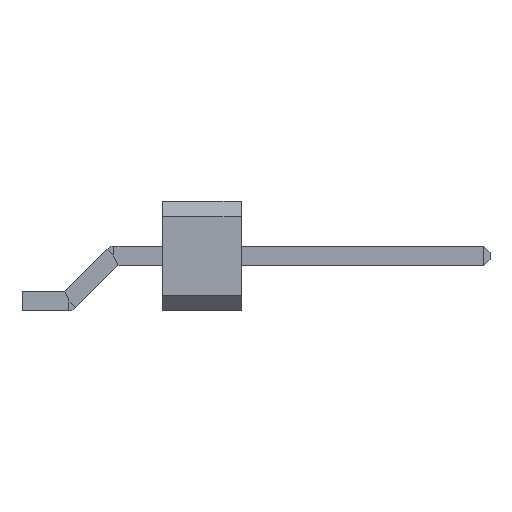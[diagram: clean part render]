
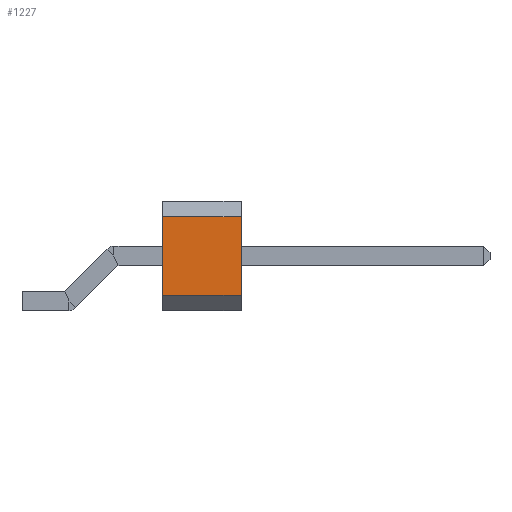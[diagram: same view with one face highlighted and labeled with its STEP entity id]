
A CAD part, front view. The second image highlights one B-rep face of the part: STEP entity #1227.
In plain terms, the highlighted planar face has unit normal (0, -1, 0).
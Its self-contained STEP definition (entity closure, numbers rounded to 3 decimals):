
#1056 = VERTEX_POINT('',#1057);
#1057 = CARTESIAN_POINT('',(3.808,-1.27,3.06));
#1063 = EDGE_CURVE('',#1056,#1064,#1066,.T.);
#1064 = VERTEX_POINT('',#1065);
#1065 = CARTESIAN_POINT('',(3.808,-1.27,0.5));
#1066 = LINE('',#1067,#1068);
#1067 = CARTESIAN_POINT('',(3.808,-1.27,3.56));
#1068 = VECTOR('',#1069,1.);
#1069 = DIRECTION('',(0.,0.,-1.));
#1144 = VERTEX_POINT('',#1145);
#1145 = CARTESIAN_POINT('',(6.348,-1.27,3.06));
#1151 = EDGE_CURVE('',#1056,#1144,#1152,.T.);
#1152 = LINE('',#1153,#1154);
#1153 = CARTESIAN_POINT('',(3.808,-1.27,3.06));
#1154 = VECTOR('',#1155,1.);
#1155 = DIRECTION('',(1.,0.,0.));
#1167 = EDGE_CURVE('',#1144,#1168,#1170,.T.);
#1168 = VERTEX_POINT('',#1169);
#1169 = CARTESIAN_POINT('',(6.348,-1.27,0.5));
#1170 = LINE('',#1171,#1172);
#1171 = CARTESIAN_POINT('',(6.348,-1.27,3.56));
#1172 = VECTOR('',#1173,1.);
#1173 = DIRECTION('',(0.,0.,-1.));
#1227 = ADVANCED_FACE('',(#1228),#1239,.F.);
#1228 = FACE_BOUND('',#1229,.F.);
#1229 = EDGE_LOOP('',(#1230,#1231,#1232,#1233));
#1230 = ORIENTED_EDGE('',*,*,#1063,.F.);
#1231 = ORIENTED_EDGE('',*,*,#1151,.T.);
#1232 = ORIENTED_EDGE('',*,*,#1167,.T.);
#1233 = ORIENTED_EDGE('',*,*,#1234,.F.);
#1234 = EDGE_CURVE('',#1064,#1168,#1235,.T.);
#1235 = LINE('',#1236,#1237);
#1236 = CARTESIAN_POINT('',(3.808,-1.27,0.5));
#1237 = VECTOR('',#1238,1.);
#1238 = DIRECTION('',(1.,0.,0.));
#1239 = PLANE('',#1240);
#1240 = AXIS2_PLACEMENT_3D('',#1241,#1242,#1243);
#1241 = CARTESIAN_POINT('',(3.808,-1.27,3.56));
#1242 = DIRECTION('',(0.,1.,0.));
#1243 = DIRECTION('',(0.,0.,-1.));
